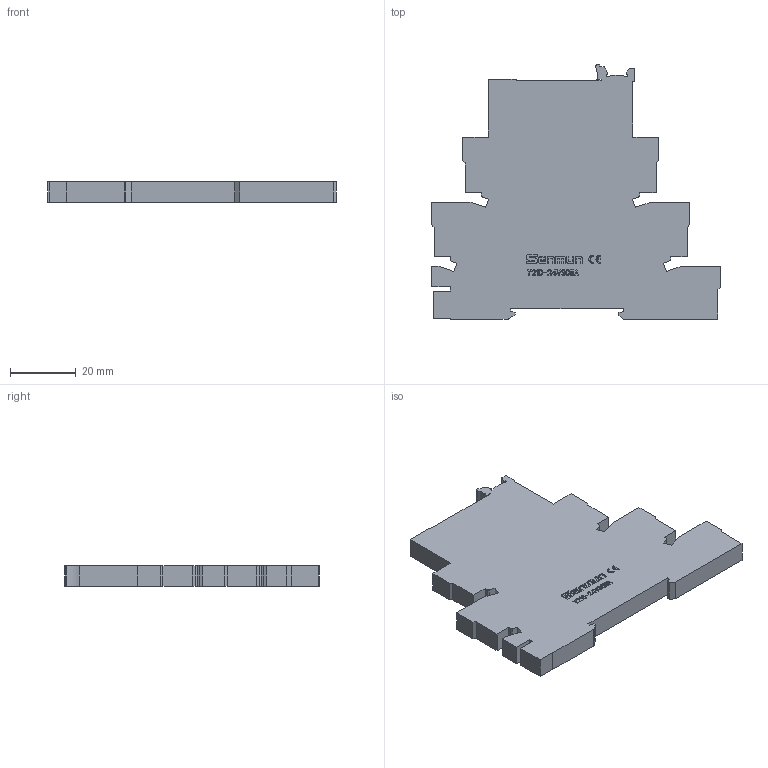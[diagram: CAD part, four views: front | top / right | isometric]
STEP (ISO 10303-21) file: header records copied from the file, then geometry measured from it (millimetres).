
FILE_DESCRIPTION(/* description */ (''),/* implementation_level */ '2;1');
FILE_NAME(/* name */ '12.stp',/* time_stamp */ '2024-08-15T18:56:40+08:00',/* author */ (''),/* organization */ (''),/* preprocessor_version */ 'ST-DEVELOPER v14',/* originating_system */ 'SIEMENS PLM Software NX 8.0',/* authorisation */ '');
FILE_SCHEMA (('AUTOMOTIVE_DESIGN { 1 0 10303 214 3 1 1 1 }'));
Length unit declared in the file: millimetre
Products named in the file (1): Admi481C6D408hg0
Bounding box: 87.5 x 77.1 x 6.2 mm (x, y, z)
Volume: 28745.8 mm3; surface area: 11926.1 mm2
Topology: 1 solids, 1 shells, 300 faces, 819 edges, 546 vertices
Faces by surface type: plane 259, cylinder 25, extrusion 16
Entity records: 10192 total; most frequent: CARTESIAN_POINT 2655, ORIENTED_EDGE 1630, DIRECTION 1385, EDGE_CURVE 815, VECTOR 735, LINE 719, VERTEX_POINT 546, EDGE_LOOP 329
